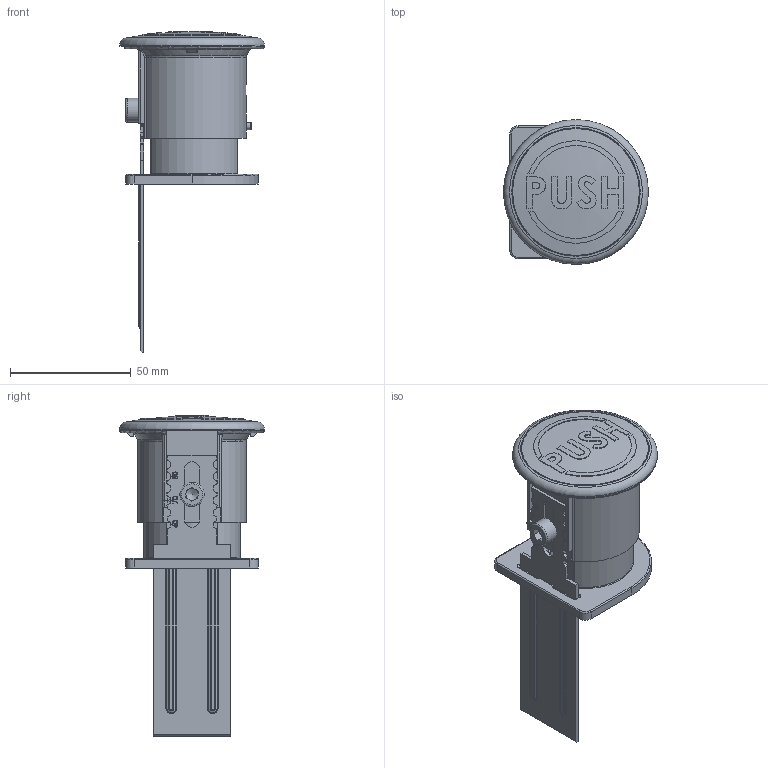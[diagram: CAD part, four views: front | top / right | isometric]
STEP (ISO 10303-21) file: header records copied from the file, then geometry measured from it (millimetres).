
FILE_DESCRIPTION(/* description */ (''),/* implementation_level */ '2;1');
FILE_NAME(/* name */ '13501_KriTec_Not-Auf-Taste_zum_Fallenverschluss_fuer_Profil_doppelt.stp',/* time_stamp */ '2014-12-17T11:11:28+01:00',/* author */ ('kostic'),/* organization */ (''),/* preprocessor_version */ 'ST-DEVELOPER v15.2',/* originating_system */ 'Autodesk Inventor 2014',/* authorisation */ '');
FILE_SCHEMA (('AUTOMOTIVE_DESIGN { 1 0 10303 214 3 1 1 }'));
Length unit declared in the file: millimetre
Products named in the file (10): 0957409r05_Standard; 0957409r04_0957409r04s01; 0957409r03_0957409R03; 096p0201304m6_Standard; 0957409r06_0957409r06; 0957409r01_095 7409r01; 0957409r02_Standard; 0957409r07_Standard; 4DIN912M0610M_DIN 912 M6 x 20 --- 25N; 13501_KriTec_Not-Auf-Taste_zum_Fallenverschluss_fuer_Profil_doppelt
Bounding box: 60 x 60 x 133.17 mm (x, y, z)
Volume: 51568.6 mm3; surface area: 49485.6 mm2
Topology: 9 solids, 9 shells, 1318 faces, 3243 edges, 1970 vertices
Faces by surface type: plane 391, cylinder 349, bspline 292, torus 221, cone 35, sphere 30
Full cylindrical faces by diameter (mm): 2.7 x1, 3 x1, 5 x1, 5.7 x1, 6 x2, 6.5 x1, 7 x1, 8 x2, 10 x3, 13.7 x1, 52.7 x1, 53 x1, 60 x1
Entity records: 61090 total; most frequent: CARTESIAN_POINT 31043, ORIENTED_EDGE 6320, DIRECTION 6164, EDGE_CURVE 3160, AXIS2_PLACEMENT_3D 2434, VERTEX_POINT 1957, EDGE_LOOP 1439, FACE_OUTER_BOUND 1318
